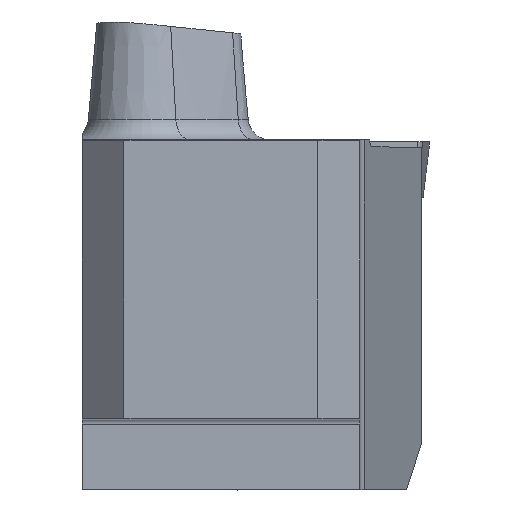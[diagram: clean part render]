
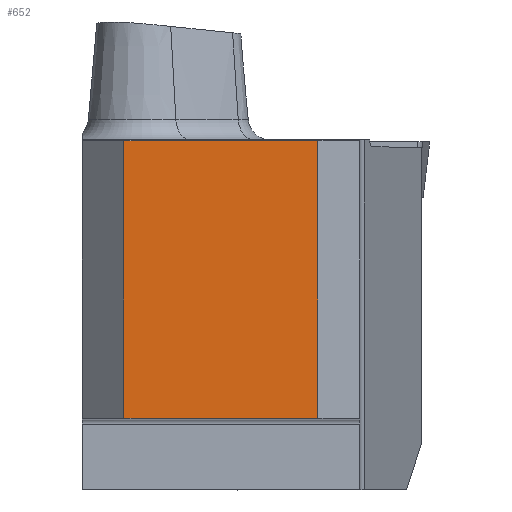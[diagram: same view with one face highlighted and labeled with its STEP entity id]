
A CAD part, top view. The second image highlights one B-rep face of the part: STEP entity #652.
In plain terms, the highlighted planar face has unit normal (0, 0, 1).
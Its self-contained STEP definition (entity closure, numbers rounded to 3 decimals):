
#188=FACE_OUTER_BOUND('',#861,.T.);
#399=LINE('',#3288,#533);
#400=LINE('',#3291,#534);
#401=LINE('',#3293,#535);
#402=LINE('',#3295,#536);
#533=VECTOR('',#2515,1.);
#534=VECTOR('',#2516,1.);
#535=VECTOR('',#2517,1.);
#536=VECTOR('',#2518,1.);
#652=ADVANCED_FACE('CU_BACK_SU1',(#188),#753,.F.);
#753=PLANE('',#2186);
#861=EDGE_LOOP('',(#1112,#1113,#1114,#1115));
#1112=ORIENTED_EDGE('',*,*,#1824,.F.);
#1113=ORIENTED_EDGE('',*,*,#1825,.F.);
#1114=ORIENTED_EDGE('',*,*,#1826,.T.);
#1115=ORIENTED_EDGE('',*,*,#1827,.T.);
#1608=VERTEX_POINT('',#3289);
#1609=VERTEX_POINT('',#3290);
#1610=VERTEX_POINT('',#3292);
#1611=VERTEX_POINT('',#3294);
#1824=EDGE_CURVE('',#1608,#1609,#399,.T.);
#1825=EDGE_CURVE('',#1610,#1608,#400,.T.);
#1826=EDGE_CURVE('',#1610,#1611,#401,.T.);
#1827=EDGE_CURVE('',#1611,#1609,#402,.T.);
#2186=AXIS2_PLACEMENT_3D('',#3296,#2519,#2520);
#2515=DIRECTION('',(0.,-1.,0.));
#2516=DIRECTION('',(1.,0.,0.));
#2517=DIRECTION('',(0.,-1.,0.));
#2518=DIRECTION('',(1.,0.,0.));
#2519=DIRECTION('',(0.,0.,-1.));
#2520=DIRECTION('',(1.,0.,0.));
#3288=CARTESIAN_POINT('',(16.925,0.,0.));
#3289=CARTESIAN_POINT('',(16.925,19.925,0.));
#3290=CARTESIAN_POINT('',(16.925,0.,0.));
#3291=CARTESIAN_POINT('',(110.,19.925,0.));
#3292=CARTESIAN_POINT('',(3.,19.925,0.));
#3293=CARTESIAN_POINT('',(3.,0.,0.));
#3294=CARTESIAN_POINT('',(3.,0.,0.));
#3295=CARTESIAN_POINT('',(110.,0.,0.));
#3296=CARTESIAN_POINT('',(-17.496,39.925,0.));
